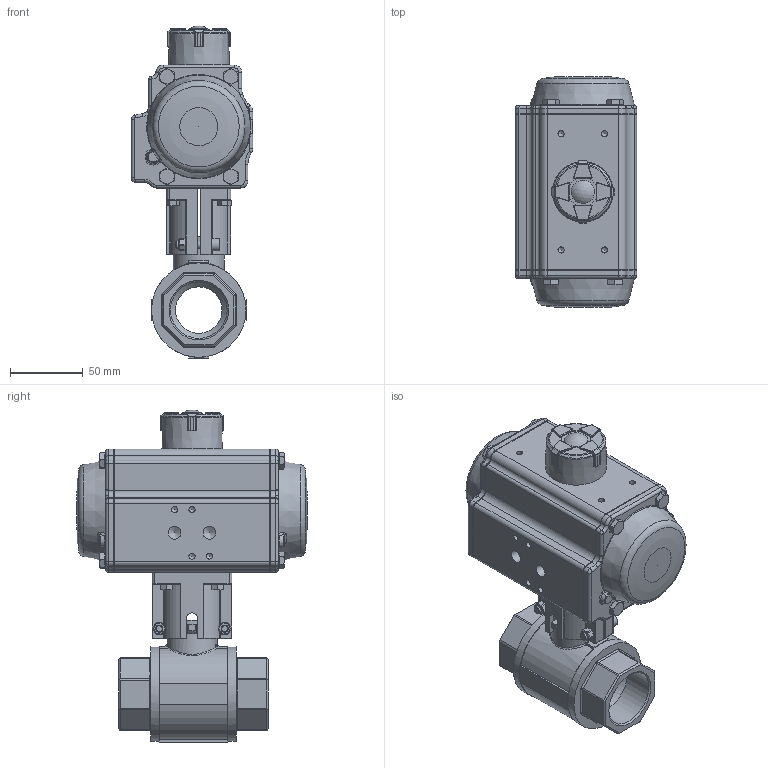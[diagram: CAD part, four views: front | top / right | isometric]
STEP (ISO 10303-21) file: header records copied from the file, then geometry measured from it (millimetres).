
FILE_DESCRIPTION(/* description */ ('Unknown'),/* implementation_level */ '2;1');
FILE_NAME(/* name */ 'DW03 0852-07',/* time_stamp */ '2022-10-20T12:28:52+02:00',/* author */ ('Unknown'),/* organization */ ('Unknown'),/* preprocessor_version */ 'ST-DEVELOPER v16.7',/* originating_system */ 'Solid Edge',/* authorisation */ 'Unknown');
FILE_SCHEMA (('AUTOMOTIVE_DESIGN {1 0 10303 214 3 1 1}'));
Length unit declared in the file: millimetre
Products named in the file (13): FR26-2.852.032; 2.852.032; Backen F05, Durchmesser 36; DIN912_M5x25; DIN934_M5; DIN558 M5x14; DW03_FR02_(DW36_FR26); KP-63; hexagon head bolts--product grade c gb_GB_FASTENER_BOLT_HHBC M6X30-N; cup head nib bolts with large head gb_GB_FASTENER_BOLT_CHNBW M6X25-N; _____________; ________(___________; ______
Assembly tree (27 placements, depth 3):
  FR26-2.852.032
    2.852.032
    Backen F05, Durchmesser 36  x2
    DIN912_M5x25  x2
    DIN934_M5  x2
    DIN558 M5x14  x4
    DW03_FR02_(DW36_FR26)
      KP-63
      hexagon head bolts--product grade c gb_GB_FASTENER_BOLT_HHBC M6X30-N  x8
      cup head nib bolts with large head gb_GB_FASTENER_BOLT_CHNBW M6X25-N
      _____________  x2
      ________(___________  x2
      ______
Bounding box: 83.7 x 159 x 228.6 mm (x, y, z)
Volume: 1132526.7 mm3; surface area: 142153.1 mm2
Topology: 26 solids, 27 shells, 1299 faces, 3127 edges, 1886 vertices
Faces by surface type: plane 515, cylinder 380, bspline 141, cone 136, torus 112, sphere 15
Full cylindrical faces by diameter (mm): 2.325 x2, 3 x16, 3.3 x8, 4.134 x4, 4.2 x8, 4.66 x1, 5 x19, 5.6 x4, 6 x9, 6.2 x1, 6.8 x4, 7 x4, 8.5 x2, 8.8 x2, 15.8 x1, 20.2 x1, 25.5 x1, 28 x1, 32 x1, 35 x1, 38.5 x1, 38.952 x2, 65 x2
Entity records: 29618 total; most frequent: CARTESIAN_POINT 8040, DIRECTION 4118, ORIENTED_EDGE 3984, EDGE_CURVE 1992, AXIS2_PLACEMENT_3D 1573, VERTEX_POINT 1296, FACE_BOUND 1096, EDGE_LOOP 1070
